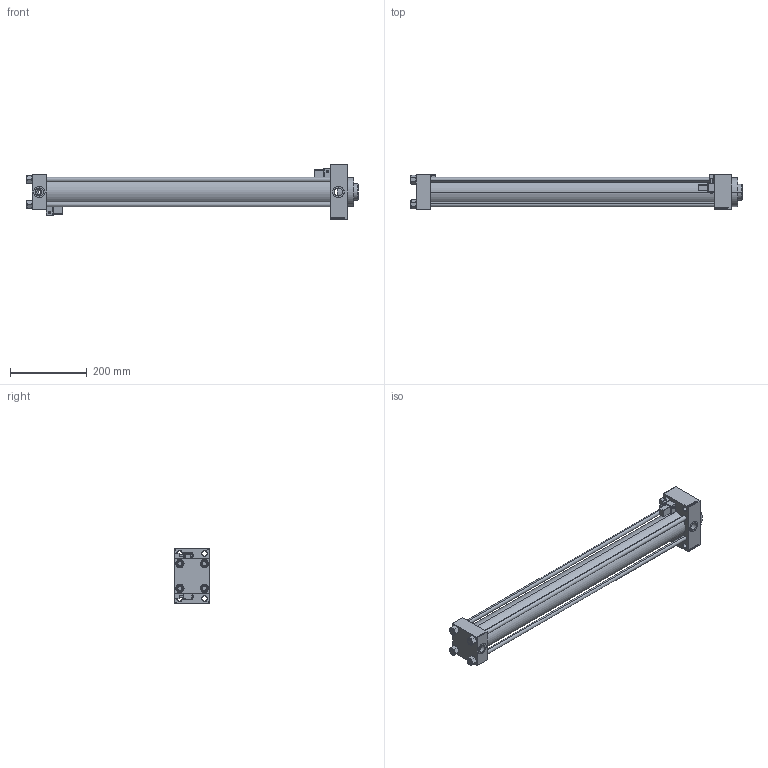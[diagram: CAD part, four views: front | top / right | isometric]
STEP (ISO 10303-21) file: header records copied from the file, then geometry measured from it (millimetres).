
FILE_DESCRIPTION (( 'STEP AP203' ), '1' );
FILE_NAME ('f21a.STEP', '2021-06-05T10:12:01', ( '' ), ( '' ), 'SwSTEP 2.0', 'SolidWorks 2019', '' );
FILE_SCHEMA (( 'CONFIG_CONTROL_DESIGN' ));
Length unit declared in the file: millimetre
Products named in the file (8): V215_VC_A 7137d04ba858f789b0302ba7e66a6442; V215CR_VCP_D 7137d04ba858f789b0302ba7e66a6442; MFA 7137d04ba858f789b0302ba7e66a6442; V215CR_D 7137d04ba858f789b0302ba7e66a6442; V215CR_D_TYCINKA 7137d04ba858f789b0302ba7e66a6442; V215CR_MSU 7137d04ba858f789b0302ba7e66a6442; NUT_M5_D 7137d04ba858f789b0302ba7e66a6442; f21a
Assembly tree (14 placements, depth 2):
  f21a
    V215CR_D 7137d04ba858f789b0302ba7e66a6442
    V215CR_VCP_D 7137d04ba858f789b0302ba7e66a6442
    NUT_M5_D 7137d04ba858f789b0302ba7e66a6442  x4
    V215CR_D_TYCINKA 7137d04ba858f789b0302ba7e66a6442  x4
    V215_VC_A 7137d04ba858f789b0302ba7e66a6442
    MFA 7137d04ba858f789b0302ba7e66a6442
    V215CR_MSU 7137d04ba858f789b0302ba7e66a6442  x2
Bounding box: 863 x 90.53 x 142 mm (x, y, z)
Volume: 1837410.3 mm3; surface area: 598039.6 mm2
Topology: 14 solids, 14 shells, 1335 faces, 3272 edges, 2065 vertices
Faces by surface type: plane 577, bspline 368, cone 174, cylinder 168, torus 24, sphere 24
Entity records: 51893 total; most frequent: CARTESIAN_POINT 26186, ORIENTED_EDGE 5654, DIRECTION 3923, EDGE_CURVE 2827, VERTEX_POINT 1825, VECTOR 1643, LINE 1643, EDGE_LOOP 1282
